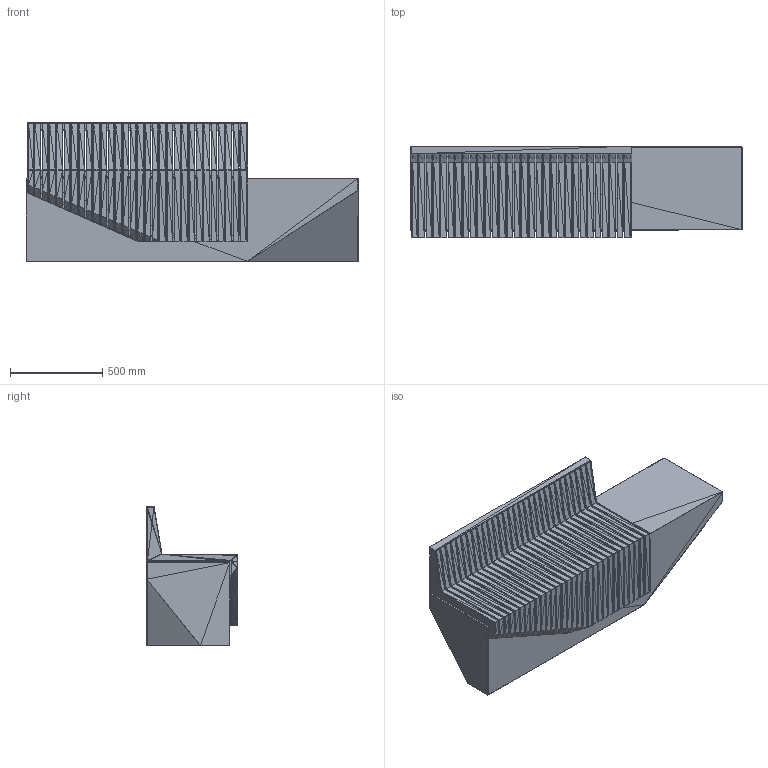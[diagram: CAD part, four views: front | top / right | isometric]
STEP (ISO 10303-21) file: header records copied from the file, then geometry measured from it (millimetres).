
FILE_DESCRIPTION(/* description */ (''),/* implementation_level */ '2;1');
FILE_NAME(/* name */ 'CLV04-B_UAP_CLEAVE_TimberD_3D',/* time_stamp */ '2018-01-23T14:11:26-05:00',/* author */ (''),/* organization */ (''),/* preprocessor_version */ 'ST-DEVELOPER v15',/* originating_system */ '',/* authorisation */ '');
FILE_SCHEMA (('AUTOMOTIVE_DESIGN'));
Products named in the file (1): Document
Bounding box: 1800 x 496 x 754 mm (x, y, z)
Volume: 380576795.5 mm3; surface area: 8655311 mm2
Topology: 32 solids, 32 shells, 12536 faces, 18804 edges, 6328 vertices
Faces by surface type: bspline 10514, plane 2022
Entity records: 224123 total; most frequent: CARTESIAN_POINT 88016, ORIENTED_EDGE 37608, EDGE_CURVE 18804, B_SPLINE_CURVE_WITH_KNOTS 18804, ADVANCED_FACE 12536, FACE_OUTER_BOUND 12536, EDGE_LOOP 12536, B_SPLINE_SURFACE_WITH_KNOTS 10514
